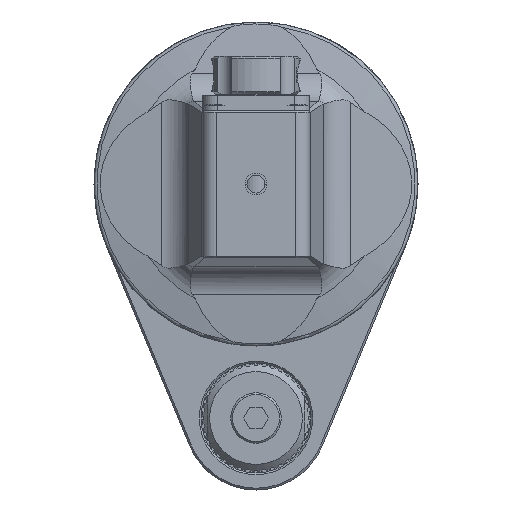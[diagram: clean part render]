
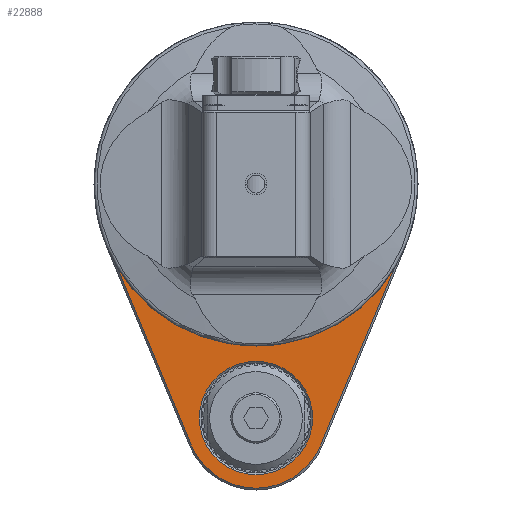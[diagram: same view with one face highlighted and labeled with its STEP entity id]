
A CAD part, front view. The second image highlights one B-rep face of the part: STEP entity #22888.
In plain terms, the highlighted planar face has unit normal (0, -1, 0).
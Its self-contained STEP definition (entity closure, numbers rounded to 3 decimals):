
#892=LINE('',#34848,#2967);
#903=LINE('',#34877,#2978);
#904=LINE('',#34879,#2979);
#905=LINE('',#34883,#2980);
#906=LINE('',#34887,#2981);
#907=LINE('',#34891,#2982);
#908=LINE('',#34893,#2983);
#909=LINE('',#34896,#2984);
#2967=VECTOR('',#27108,10.);
#2978=VECTOR('',#27129,10.);
#2979=VECTOR('',#27130,10.);
#2980=VECTOR('',#27133,10.);
#2981=VECTOR('',#27136,10.);
#2982=VECTOR('',#27139,10.);
#2983=VECTOR('',#27140,10.);
#2984=VECTOR('',#27143,10.);
#5214=FACE_BOUND('',#6831,.T.);
#5442=FACE_OUTER_BOUND('',#6830,.T.);
#6830=EDGE_LOOP('',(#15484,#15485,#15486,#15487,#15488,#15489,#15490,#15491,
#15492,#15493,#15494,#15495,#15496,#15497));
#6831=EDGE_LOOP('',(#15498));
#8379=CIRCLE('',#24416,40.5);
#8380=CIRCLE('',#24417,44.5);
#8381=CIRCLE('',#24418,44.501);
#8382=CIRCLE('',#24419,19.5);
#8383=CIRCLE('',#24420,44.501);
#8384=CIRCLE('',#24421,44.5);
#8385=CIRCLE('',#24422,15.75);
#9414=VERTEX_POINT('',#34846);
#9415=VERTEX_POINT('',#34847);
#9426=VERTEX_POINT('',#34872);
#9427=VERTEX_POINT('',#34874);
#9428=VERTEX_POINT('',#34876);
#9429=VERTEX_POINT('',#34878);
#9430=VERTEX_POINT('',#34880);
#9431=VERTEX_POINT('',#34882);
#9432=VERTEX_POINT('',#34884);
#9433=VERTEX_POINT('',#34886);
#9434=VERTEX_POINT('',#34888);
#9435=VERTEX_POINT('',#34890);
#9436=VERTEX_POINT('',#34892);
#9437=VERTEX_POINT('',#34894);
#9438=VERTEX_POINT('',#34897);
#11769=EDGE_CURVE('',#9414,#9415,#892,.T.);
#11782=EDGE_CURVE('',#9415,#9426,#8379,.T.);
#11783=EDGE_CURVE('',#9414,#9427,#8380,.T.);
#11784=EDGE_CURVE('',#9427,#9428,#903,.T.);
#11785=EDGE_CURVE('',#9428,#9429,#904,.T.);
#11786=EDGE_CURVE('',#9429,#9430,#8381,.T.);
#11787=EDGE_CURVE('',#9430,#9431,#905,.T.);
#11788=EDGE_CURVE('',#9431,#9432,#8382,.T.);
#11789=EDGE_CURVE('',#9432,#9433,#906,.T.);
#11790=EDGE_CURVE('',#9433,#9434,#8383,.T.);
#11791=EDGE_CURVE('',#9435,#9434,#907,.T.);
#11792=EDGE_CURVE('',#9436,#9435,#908,.T.);
#11793=EDGE_CURVE('',#9436,#9437,#8384,.T.);
#11794=EDGE_CURVE('',#9437,#9426,#909,.T.);
#11795=EDGE_CURVE('',#9438,#9438,#8385,.T.);
#15484=ORIENTED_EDGE('',*,*,#11782,.F.);
#15485=ORIENTED_EDGE('',*,*,#11769,.F.);
#15486=ORIENTED_EDGE('',*,*,#11783,.T.);
#15487=ORIENTED_EDGE('',*,*,#11784,.T.);
#15488=ORIENTED_EDGE('',*,*,#11785,.T.);
#15489=ORIENTED_EDGE('',*,*,#11786,.T.);
#15490=ORIENTED_EDGE('',*,*,#11787,.T.);
#15491=ORIENTED_EDGE('',*,*,#11788,.T.);
#15492=ORIENTED_EDGE('',*,*,#11789,.T.);
#15493=ORIENTED_EDGE('',*,*,#11790,.T.);
#15494=ORIENTED_EDGE('',*,*,#11791,.F.);
#15495=ORIENTED_EDGE('',*,*,#11792,.F.);
#15496=ORIENTED_EDGE('',*,*,#11793,.T.);
#15497=ORIENTED_EDGE('',*,*,#11794,.T.);
#15498=ORIENTED_EDGE('',*,*,#11795,.T.);
#22037=PLANE('',#24415);
#22888=ADVANCED_FACE('',(#5442,#5214),#22037,.F.);
#24415=AXIS2_PLACEMENT_3D('',#34871,#27123,#27124);
#24416=AXIS2_PLACEMENT_3D('',#34873,#27125,#27126);
#24417=AXIS2_PLACEMENT_3D('',#34875,#27127,#27128);
#24418=AXIS2_PLACEMENT_3D('',#34881,#27131,#27132);
#24419=AXIS2_PLACEMENT_3D('',#34885,#27134,#27135);
#24420=AXIS2_PLACEMENT_3D('',#34889,#27137,#27138);
#24421=AXIS2_PLACEMENT_3D('',#34895,#27141,#27142);
#24422=AXIS2_PLACEMENT_3D('',#34898,#27144,#27145);
#27108=DIRECTION('',(0.,0.,-1.));
#27123=DIRECTION('center_axis',(0.,1.,0.));
#27124=DIRECTION('ref_axis',(1.,0.,0.));
#27125=DIRECTION('center_axis',(0.,-1.,0.));
#27126=DIRECTION('ref_axis',(-0.019,0.,1.));
#27127=DIRECTION('center_axis',(0.,-1.,0.));
#27128=DIRECTION('ref_axis',(-0.017,0.,1.));
#27129=DIRECTION('',(0.707,0.,-0.707));
#27130=DIRECTION('',(-0.707,0.,-0.707));
#27131=DIRECTION('center_axis',(0.,-1.,0.));
#27132=DIRECTION('ref_axis',(-1.,0.,-0.011));
#27133=DIRECTION('',(0.385,0.,-0.923));
#27134=DIRECTION('center_axis',(0.,-1.,0.));
#27135=DIRECTION('ref_axis',(-0.923,0.,-0.385));
#27136=DIRECTION('',(0.385,0.,0.923));
#27137=DIRECTION('center_axis',(0.,-1.,0.));
#27138=DIRECTION('ref_axis',(0.923,0.,-0.385));
#27139=DIRECTION('',(0.707,0.,-0.707));
#27140=DIRECTION('',(-0.707,0.,-0.707));
#27141=DIRECTION('center_axis',(0.,-1.,0.));
#27142=DIRECTION('ref_axis',(1.,0.,0.011));
#27143=DIRECTION('',(0.,0.,-1.));
#27144=DIRECTION('center_axis',(0.,1.,0.));
#27145=DIRECTION('ref_axis',(-1.,0.,0.));
#34846=CARTESIAN_POINT('',(-0.75,147.,44.494));
#34847=CARTESIAN_POINT('',(-0.75,147.,40.493));
#34848=CARTESIAN_POINT('',(-0.75,147.,23.502));
#34871=CARTESIAN_POINT('Origin',(0.,147.,0.));
#34872=CARTESIAN_POINT('',(0.75,147.,40.493));
#34873=CARTESIAN_POINT('Origin',(0.,147.,0.));
#34874=CARTESIAN_POINT('',(-44.497,147.,0.497));
#34875=CARTESIAN_POINT('Origin',(0.,147.,0.));
#34876=CARTESIAN_POINT('',(-44.,147.,0.));
#34877=CARTESIAN_POINT('',(-33.5,147.,-10.5));
#34878=CARTESIAN_POINT('',(-44.498,147.,-0.498));
#34879=CARTESIAN_POINT('',(-33.,147.,11.));
#34880=CARTESIAN_POINT('',(-41.077,147.,-17.115));
#34881=CARTESIAN_POINT('Origin',(0.,147.,0.));
#34882=CARTESIAN_POINT('',(-18.,147.,-72.5));
#34883=CARTESIAN_POINT('',(-35.308,147.,-30.961));
#34884=CARTESIAN_POINT('',(18.,147.,-72.5));
#34885=CARTESIAN_POINT('Origin',(0.,147.,-65.));
#34886=CARTESIAN_POINT('',(41.077,147.,-17.115));
#34887=CARTESIAN_POINT('',(35.308,147.,-30.961));
#34888=CARTESIAN_POINT('',(44.498,147.,-0.498));
#34889=CARTESIAN_POINT('Origin',(0.,147.,0.));
#34890=CARTESIAN_POINT('',(44.,147.,0.));
#34891=CARTESIAN_POINT('',(33.,147.,11.));
#34892=CARTESIAN_POINT('',(44.497,147.,0.497));
#34893=CARTESIAN_POINT('',(33.5,147.,-10.5));
#34894=CARTESIAN_POINT('',(0.75,147.,44.494));
#34895=CARTESIAN_POINT('Origin',(0.,147.,0.));
#34896=CARTESIAN_POINT('',(0.75,147.,11.655));
#34897=CARTESIAN_POINT('',(0.,147.,-80.75));
#34898=CARTESIAN_POINT('Origin',(0.,147.,-65.));
